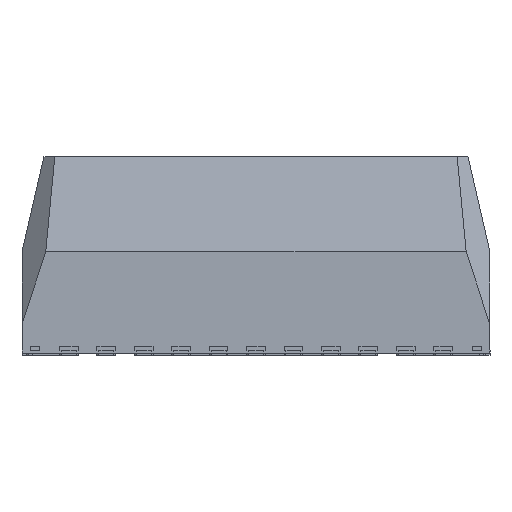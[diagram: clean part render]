
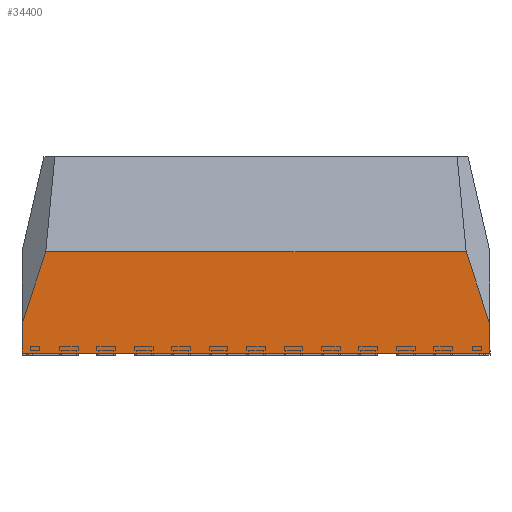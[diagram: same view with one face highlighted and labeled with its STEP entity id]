
A CAD part, front view. The second image highlights one B-rep face of the part: STEP entity #34400.
In plain terms, the highlighted planar face has unit normal (0, -1, 0).
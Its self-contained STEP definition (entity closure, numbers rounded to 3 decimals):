
#379=PLANE('',#36383);
#2213=LINE('',#49298,#6662);
#2214=LINE('',#49300,#6663);
#2215=LINE('',#49302,#6664);
#2216=LINE('',#49304,#6665);
#2217=LINE('',#49306,#6666);
#2218=LINE('',#49307,#6667);
#6662=VECTOR('',#39090,0.613);
#6663=VECTOR('',#39091,1.634);
#6664=VECTOR('',#39092,8.986);
#6665=VECTOR('',#39093,1.634);
#6666=VECTOR('',#39094,0.613);
#6667=VECTOR('',#39095,10.);
#11380=FACE_OUTER_BOUND('',#13281,.T.);
#13281=EDGE_LOOP('',(#24768,#24769,#24770,#24771,#24772,#24773));
#15753=VERTEX_POINT('',#49296);
#15754=VERTEX_POINT('',#49297);
#15755=VERTEX_POINT('',#49299);
#15756=VERTEX_POINT('',#49301);
#15757=VERTEX_POINT('',#49303);
#15758=VERTEX_POINT('',#49305);
#19272=EDGE_CURVE('',#15753,#15754,#2213,.T.);
#19273=EDGE_CURVE('',#15755,#15753,#2214,.T.);
#19274=EDGE_CURVE('',#15756,#15755,#2215,.T.);
#19275=EDGE_CURVE('',#15757,#15756,#2216,.T.);
#19276=EDGE_CURVE('',#15758,#15757,#2217,.T.);
#19277=EDGE_CURVE('',#15754,#15758,#2218,.T.);
#24768=ORIENTED_EDGE('',*,*,#19272,.F.);
#24769=ORIENTED_EDGE('',*,*,#19273,.F.);
#24770=ORIENTED_EDGE('',*,*,#19274,.F.);
#24771=ORIENTED_EDGE('',*,*,#19275,.F.);
#24772=ORIENTED_EDGE('',*,*,#19276,.F.);
#24773=ORIENTED_EDGE('',*,*,#19277,.F.);
#34400=ADVANCED_FACE('',(#11380),#379,.F.);
#36383=AXIS2_PLACEMENT_3D('',#49295,#39088,#39089);
#39088=DIRECTION('center_axis',(0.,1.,0.));
#39089=DIRECTION('ref_axis',(0.,0.,1.));
#39090=DIRECTION('',(0.,0.,-1.));
#39091=DIRECTION('',(0.31,0.,-0.951));
#39092=DIRECTION('',(1.,0.,0.));
#39093=DIRECTION('',(0.31,0.,0.951));
#39094=DIRECTION('',(0.,0.,1.));
#39095=DIRECTION('',(-1.,0.,0.));
#49295=CARTESIAN_POINT('Origin',(7.,-7.75,2.15));
#49296=CARTESIAN_POINT('',(5.,-7.75,-1.437));
#49297=CARTESIAN_POINT('',(5.,-7.75,-2.05));
#49298=CARTESIAN_POINT('',(5.,-7.75,-1.437));
#49299=CARTESIAN_POINT('',(4.493,-7.75,0.116));
#49300=CARTESIAN_POINT('',(4.493,-7.75,0.116));
#49301=CARTESIAN_POINT('',(-4.493,-7.75,0.116));
#49302=CARTESIAN_POINT('',(-4.493,-7.75,0.116));
#49303=CARTESIAN_POINT('',(-5.,-7.75,-1.437));
#49304=CARTESIAN_POINT('',(-5.,-7.75,-1.437));
#49305=CARTESIAN_POINT('',(-5.,-7.75,-2.05));
#49306=CARTESIAN_POINT('',(-5.,-7.75,-2.05));
#49307=CARTESIAN_POINT('',(5.,-7.75,-2.05));
